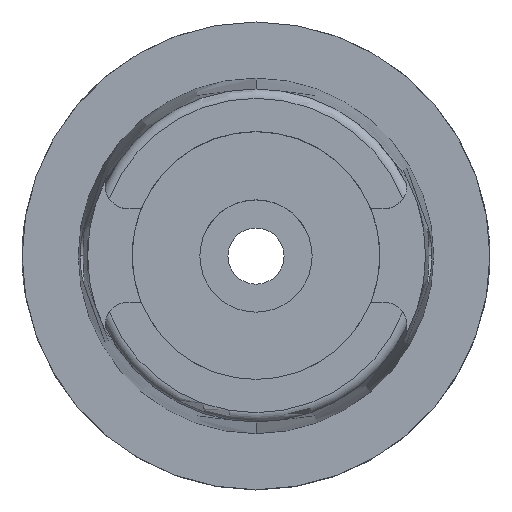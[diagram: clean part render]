
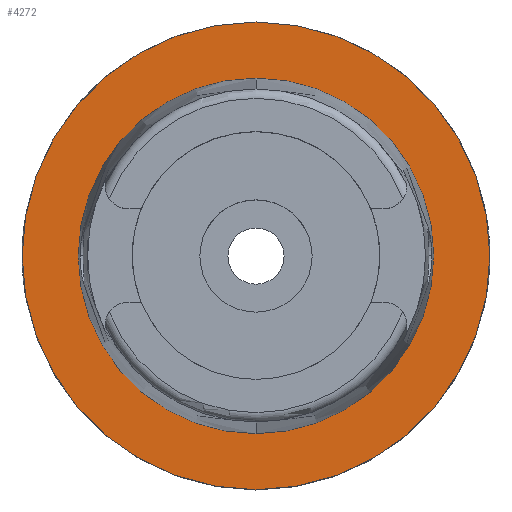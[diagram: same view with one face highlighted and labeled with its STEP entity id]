
A CAD part, top view. The second image highlights one B-rep face of the part: STEP entity #4272.
In plain terms, the highlighted planar face has unit normal (0, 0, 1).
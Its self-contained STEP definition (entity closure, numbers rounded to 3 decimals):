
#2069=CARTESIAN_POINT('',(0.,0.,0.));
#2070=DIRECTION('',(0.,0.,-1.));
#2071=DIRECTION('',(0.,-1.,0.));
#2072=AXIS2_PLACEMENT_3D('',#2069,#2070,#2071);
#2077=CARTESIAN_POINT('',(0.,0.,0.));
#2078=DIRECTION('',(0.,0.,-1.));
#2079=DIRECTION('',(0.,1.,0.));
#2080=AXIS2_PLACEMENT_3D('',#2077,#2078,#2079);
#2085=CARTESIAN_POINT('',(0.,0.,0.));
#2086=DIRECTION('',(0.,0.,1.));
#2087=DIRECTION('',(0.,-1.,0.));
#2088=AXIS2_PLACEMENT_3D('',#2085,#2086,#2087);
#2093=CARTESIAN_POINT('',(0.,0.,0.));
#2094=DIRECTION('',(0.,0.,1.));
#2095=DIRECTION('',(0.,1.,0.));
#2096=AXIS2_PLACEMENT_3D('',#2093,#2094,#2095);
#2422=CARTESIAN_POINT('',(0.,38.,0.));
#2423=VERTEX_POINT('',#2422);
#2424=CARTESIAN_POINT('',(0.,-38.,0.));
#2425=VERTEX_POINT('',#2424);
#2503=CARTESIAN_POINT('',(0.,-50.,0.));
#2504=CARTESIAN_POINT('',(0.,50.,0.));
#2505=VERTEX_POINT('',#2503);
#2506=VERTEX_POINT('',#2504);
#4259=CARTESIAN_POINT('',(0.,0.,0.));
#4260=DIRECTION('',(0.,0.,-1.));
#4261=DIRECTION('',(0.,-1.,0.));
#4262=AXIS2_PLACEMENT_3D('',#4259,#4260,#4261);
#4263=PLANE('',#4262);
#4264=ORIENTED_EDGE('',*,*,#4024,.T.);
#4265=ORIENTED_EDGE('',*,*,#4133,.T.);
#4266=EDGE_LOOP('',(#4264,#4265));
#4267=FACE_OUTER_BOUND('',#4266,.F.);
#4268=ORIENTED_EDGE('',*,*,#2786,.T.);
#4269=ORIENTED_EDGE('',*,*,#2890,.T.);
#4270=EDGE_LOOP('',(#4268,#4269));
#4271=FACE_BOUND('',#4270,.F.);
#2073=CIRCLE('',#2072,50.);
#2081=CIRCLE('',#2080,50.);
#2089=CIRCLE('',#2088,38.);
#2097=CIRCLE('',#2096,38.);
#2786=EDGE_CURVE('',#2425,#2423,#2089,.T.);
#2890=EDGE_CURVE('',#2423,#2425,#2097,.T.);
#4024=EDGE_CURVE('',#2505,#2506,#2073,.T.);
#4133=EDGE_CURVE('',#2506,#2505,#2081,.T.);
#4272=ADVANCED_FACE('',(#4267,#4271),#4263,.F.);
